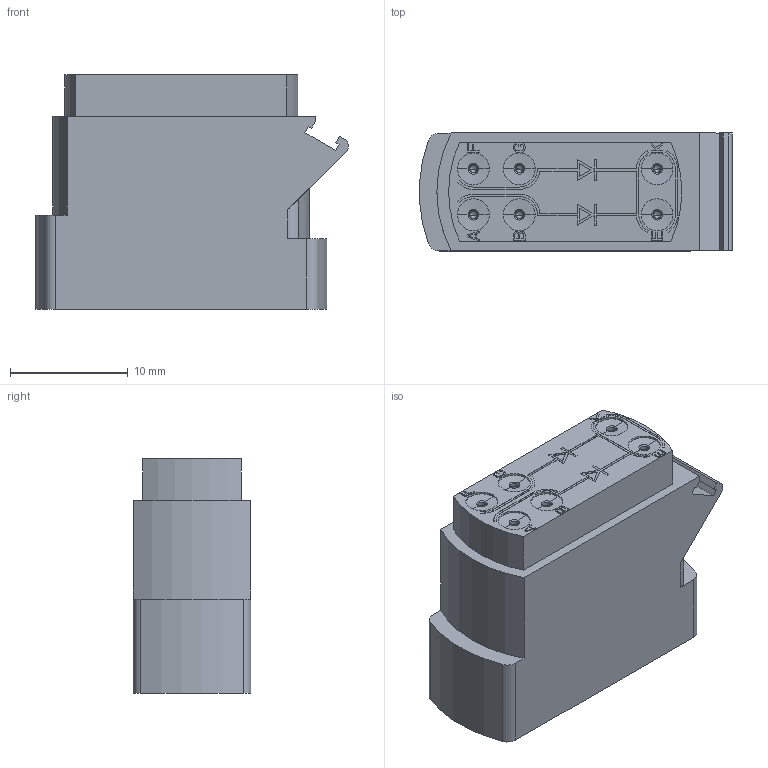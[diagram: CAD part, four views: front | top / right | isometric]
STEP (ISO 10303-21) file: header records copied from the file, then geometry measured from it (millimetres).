
FILE_DESCRIPTION((''),'2;1');
FILE_NAME('00113090702','2020-09-22T',('presta_be4'),(''),'CREO PARAMETRIC BY PTC INC, 2018360','CREO PARAMETRIC BY PTC INC, 2018360','');
FILE_SCHEMA(('CONFIG_CONTROL_DESIGN'));
Length unit declared in the file: millimetre
Products named in the file (1): 00113090702
Bounding box: 26.57 x 10 x 19.92 mm (x, y, z)
Volume: 3204.9 mm3; surface area: 4449 mm2
Topology: 1 solids, 1 shells, 1586 faces, 4098 edges, 2554 vertices
Faces by surface type: plane 937, cylinder 257, cone 244, torus 148
Entity records: 49925 total; most frequent: CARTESIAN_POINT 10652, DIRECTION 8444, ORIENTED_EDGE 8172, EDGE_CURVE 4086, AXIS2_PLACEMENT_3D 3123, VERTEX_POINT 2554, VECTOR 2198, LINE 2198
